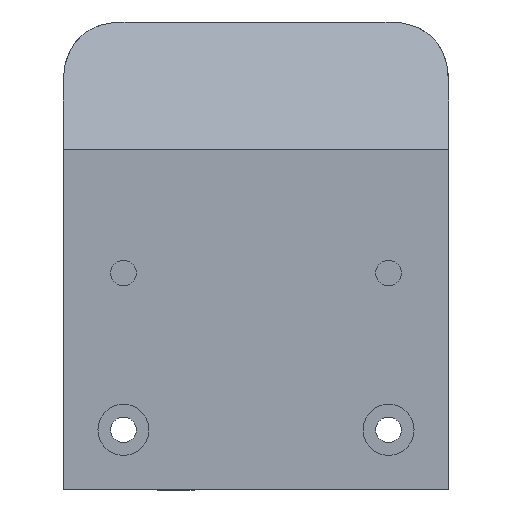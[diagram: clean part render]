
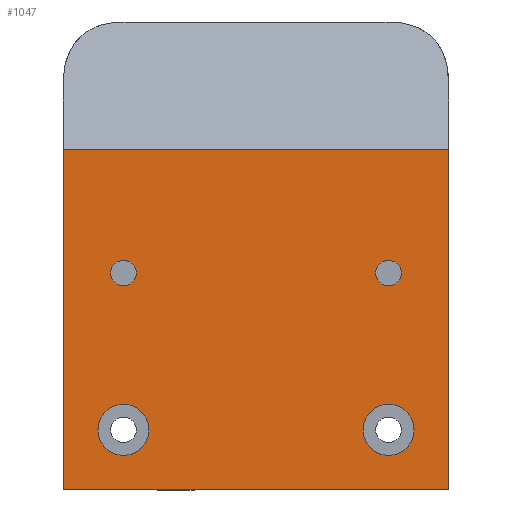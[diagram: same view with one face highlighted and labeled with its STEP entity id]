
A CAD part, front view. The second image highlights one B-rep face of the part: STEP entity #1047.
In plain terms, the highlighted free-form (B-spline) face has degree [1, 1] with [2, 2] control points.
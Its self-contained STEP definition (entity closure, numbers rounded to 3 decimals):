
#52=LINE('',#1604,#120);
#56=LINE('',#2674,#124);
#83=LINE('',#2868,#151);
#90=LINE('',#2887,#158);
#120=VECTOR('',#1218,1000.);
#124=VECTOR('',#1228,1000.);
#151=VECTOR('',#1289,1000.);
#158=VECTOR('',#1302,1000.);
#192=B_SPLINE_SURFACE_WITH_KNOTS('',1,1,((#2883,#2884),(#2885,#2886)),
 .PLANE_SURF.,.F.,.F.,.F.,(2,2),(2,2),(0.,1.),(0.,1.),.UNSPECIFIED.);
#381=ORIENTED_EDGE('',*,*,#636,.T.);
#382=ORIENTED_EDGE('',*,*,#646,.F.);
#383=ORIENTED_EDGE('',*,*,#590,.F.);
#384=ORIENTED_EDGE('',*,*,#567,.F.);
#385=ORIENTED_EDGE('',*,*,#647,.T.);
#386=ORIENTED_EDGE('',*,*,#557,.T.);
#387=ORIENTED_EDGE('',*,*,#648,.T.);
#388=ORIENTED_EDGE('',*,*,#564,.T.);
#389=ORIENTED_EDGE('',*,*,#649,.T.);
#390=ORIENTED_EDGE('',*,*,#542,.T.);
#391=ORIENTED_EDGE('',*,*,#650,.T.);
#392=ORIENTED_EDGE('',*,*,#539,.T.);
#539=EDGE_CURVE('',#691,#692,#792,.T.);
#542=EDGE_CURVE('',#693,#694,#793,.T.);
#557=EDGE_CURVE('',#707,#708,#798,.T.);
#564=EDGE_CURVE('',#713,#714,#803,.T.);
#567=EDGE_CURVE('',#715,#716,#52,.T.);
#590=EDGE_CURVE('',#716,#738,#56,.T.);
#636=EDGE_CURVE('',#715,#771,#83,.T.);
#646=EDGE_CURVE('',#738,#771,#90,.T.);
#647=EDGE_CURVE('',#708,#707,#827,.T.);
#648=EDGE_CURVE('',#714,#713,#828,.T.);
#649=EDGE_CURVE('',#694,#693,#829,.T.);
#650=EDGE_CURVE('',#692,#691,#830,.T.);
#691=VERTEX_POINT('',#1450);
#692=VERTEX_POINT('',#1452);
#693=VERTEX_POINT('',#1463);
#694=VERTEX_POINT('',#1465);
#707=VERTEX_POINT('',#1568);
#708=VERTEX_POINT('',#1570);
#713=VERTEX_POINT('',#1593);
#714=VERTEX_POINT('',#1595);
#715=VERTEX_POINT('',#1603);
#716=VERTEX_POINT('',#1605);
#738=VERTEX_POINT('',#2675);
#771=VERTEX_POINT('',#2867);
#792=CIRCLE('',#1098,1.5);
#793=CIRCLE('',#1099,1.5);
#798=CIRCLE('',#1104,3.);
#803=CIRCLE('',#1109,3.);
#827=CIRCLE('',#1133,3.);
#828=CIRCLE('',#1134,3.);
#829=CIRCLE('',#1135,1.5);
#830=CIRCLE('',#1136,1.5);
#879=EDGE_LOOP('',(#381,#382,#383,#384));
#880=EDGE_LOOP('',(#385,#386));
#881=EDGE_LOOP('',(#387,#388));
#882=EDGE_LOOP('',(#389,#390));
#883=EDGE_LOOP('',(#391,#392));
#950=FACE_BOUND('',#879,.T.);
#951=FACE_BOUND('',#880,.T.);
#952=FACE_BOUND('',#881,.T.);
#953=FACE_BOUND('',#882,.T.);
#954=FACE_BOUND('',#883,.T.);
#1047=ADVANCED_FACE('',(#950,#951,#952,#953,#954),#192,.T.);
#1098=AXIS2_PLACEMENT_3D('',#1453,#1182,#1183);
#1099=AXIS2_PLACEMENT_3D('',#1466,#1186,#1187);
#1104=AXIS2_PLACEMENT_3D('',#1571,#1202,#1203);
#1109=AXIS2_PLACEMENT_3D('',#1596,#1214,#1215);
#1133=AXIS2_PLACEMENT_3D('',#2888,#1303,#1304);
#1134=AXIS2_PLACEMENT_3D('',#2889,#1305,#1306);
#1135=AXIS2_PLACEMENT_3D('',#2890,#1307,#1308);
#1136=AXIS2_PLACEMENT_3D('',#2891,#1309,#1310);
#1182=DIRECTION('',(0.,1.,0.));
#1183=DIRECTION('',(0.,0.,-1.));
#1186=DIRECTION('',(0.,1.,0.));
#1187=DIRECTION('',(0.,0.,-1.));
#1202=DIRECTION('',(0.,1.,0.));
#1203=DIRECTION('',(0.,0.,-1.));
#1214=DIRECTION('',(0.,1.,0.));
#1215=DIRECTION('',(0.,0.,-1.));
#1218=DIRECTION('',(1.,0.,0.));
#1228=DIRECTION('',(0.,0.,-1.));
#1289=DIRECTION('',(0.,0.,-1.));
#1302=DIRECTION('',(-1.,0.,0.));
#1303=DIRECTION('',(0.,1.,0.));
#1304=DIRECTION('',(0.,0.,-1.));
#1305=DIRECTION('',(0.,1.,0.));
#1306=DIRECTION('',(0.,0.,-1.));
#1307=DIRECTION('',(0.,1.,0.));
#1308=DIRECTION('',(0.,0.,-1.));
#1309=DIRECTION('',(0.,1.,0.));
#1310=DIRECTION('',(0.,0.,-1.));
#1450=CARTESIAN_POINT('',(15.579,0.,6.625));
#1452=CARTESIAN_POINT('',(15.579,0.,3.625));
#1453=CARTESIAN_POINT('',(15.579,0.,5.125));
#1463=CARTESIAN_POINT('',(-15.579,0.,6.625));
#1465=CARTESIAN_POINT('',(-15.579,0.,3.625));
#1466=CARTESIAN_POINT('',(-15.579,0.,5.125));
#1568=CARTESIAN_POINT('',(-15.579,0.,-10.304));
#1570=CARTESIAN_POINT('',(-15.579,0.,-16.304));
#1571=CARTESIAN_POINT('',(-15.579,0.,-13.304));
#1593=CARTESIAN_POINT('',(15.579,0.,-10.304));
#1595=CARTESIAN_POINT('',(15.579,0.,-16.304));
#1596=CARTESIAN_POINT('',(15.579,0.,-13.304));
#1603=CARTESIAN_POINT('',(-22.65,0.,19.625));
#1604=CARTESIAN_POINT('',(8.635,0.,19.625));
#1605=CARTESIAN_POINT('',(22.65,0.,19.625));
#2674=CARTESIAN_POINT('',(22.65,0.,15.125));
#2675=CARTESIAN_POINT('',(22.65,0.,-20.375));
#2867=CARTESIAN_POINT('',(-22.65,0.,-20.375));
#2868=CARTESIAN_POINT('',(-22.65,0.,15.125));
#2883=CARTESIAN_POINT('',(-24.915,0.,21.625));
#2884=CARTESIAN_POINT('',(24.915,0.,21.625));
#2885=CARTESIAN_POINT('',(-24.915,0.,-22.375));
#2886=CARTESIAN_POINT('',(24.915,0.,-22.375));
#2887=CARTESIAN_POINT('',(8.635,0.,-20.375));
#2888=CARTESIAN_POINT('',(-15.579,0.,-13.304));
#2889=CARTESIAN_POINT('',(15.579,0.,-13.304));
#2890=CARTESIAN_POINT('',(-15.579,0.,5.125));
#2891=CARTESIAN_POINT('',(15.579,0.,5.125));
